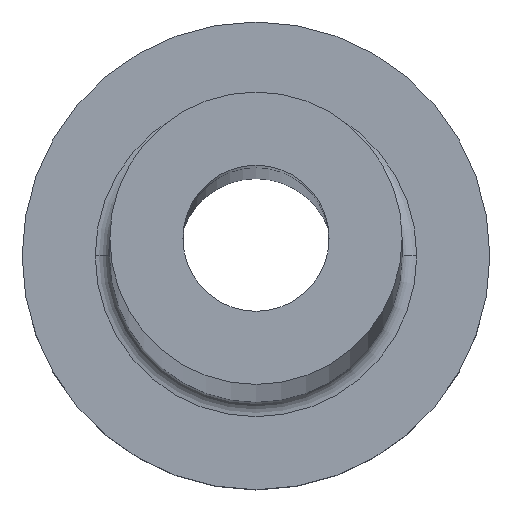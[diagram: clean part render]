
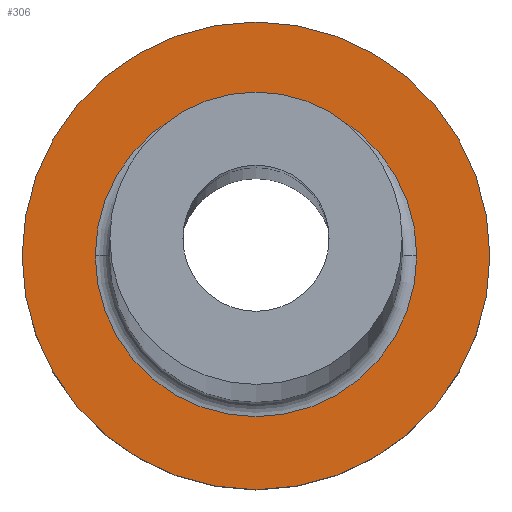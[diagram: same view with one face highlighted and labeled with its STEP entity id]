
A CAD part, top view. The second image highlights one B-rep face of the part: STEP entity #306.
In plain terms, the highlighted planar face has unit normal (0, 0, 1).
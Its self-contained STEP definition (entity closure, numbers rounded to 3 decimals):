
#11 = EDGE_CURVE ( 'NONE', #259, #373, #132, .T. ) ;
#19 = DIRECTION ( 'NONE',  ( 1., 0., 0. ) ) ;
#57 = PLANE ( 'NONE',  #191 ) ;
#68 = AXIS2_PLACEMENT_3D ( 'NONE', #125, #88, #446 ) ;
#85 = DIRECTION ( 'NONE',  ( 0., 0., 1. ) ) ;
#87 = CARTESIAN_POINT ( 'NONE',  ( 0., 0., 5. ) ) ;
#88 = DIRECTION ( 'NONE',  ( 0., 0., -1. ) ) ;
#89 = CARTESIAN_POINT ( 'NONE',  ( 8., 0., 5. ) ) ;
#91 = CIRCLE ( 'NONE', #68, 5.5 ) ;
#123 = CARTESIAN_POINT ( 'NONE',  ( 0., 0., 5. ) ) ;
#125 = CARTESIAN_POINT ( 'NONE',  ( 0., 0., 5. ) ) ;
#126 = EDGE_CURVE ( 'NONE', #278, #402, #456, .T. ) ;
#128 = AXIS2_PLACEMENT_3D ( 'NONE', #123, #374, #412 ) ;
#130 = DIRECTION ( 'NONE',  ( 1., 0., 0. ) ) ;
#132 = CIRCLE ( 'NONE', #369, 8. ) ;
#153 = CARTESIAN_POINT ( 'NONE',  ( -8., 0., 5. ) ) ;
#156 = FACE_BOUND ( 'NONE', #291, .T. ) ;
#191 = AXIS2_PLACEMENT_3D ( 'NONE', #204, #281, #19 ) ;
#204 = CARTESIAN_POINT ( 'NONE',  ( 0., 0., 5. ) ) ;
#250 = DIRECTION ( 'NONE',  ( 1., 0., 0. ) ) ;
#259 = VERTEX_POINT ( 'NONE', #89 ) ;
#278 = VERTEX_POINT ( 'NONE', #283 ) ;
#281 = DIRECTION ( 'NONE',  ( 0., 0., 1. ) ) ;
#283 = CARTESIAN_POINT ( 'NONE',  ( -5.5, 0., 5. ) ) ;
#291 = EDGE_LOOP ( 'NONE', ( #308, #437 ) ) ;
#306 = ADVANCED_FACE ( 'NONE', ( #156, #442 ), #57, .T. ) ;
#308 = ORIENTED_EDGE ( 'NONE', *, *, #320, .T. ) ;
#320 = EDGE_CURVE ( 'NONE', #402, #278, #91, .T. ) ;
#321 = EDGE_CURVE ( 'NONE', #373, #259, #341, .T. ) ;
#333 = AXIS2_PLACEMENT_3D ( 'NONE', #392, #354, #250 ) ;
#339 = CARTESIAN_POINT ( 'NONE',  ( 5.5, 0., 5. ) ) ;
#341 = CIRCLE ( 'NONE', #128, 8. ) ;
#354 = DIRECTION ( 'NONE',  ( 0., 0., -1. ) ) ;
#357 = EDGE_LOOP ( 'NONE', ( #404, #363 ) ) ;
#363 = ORIENTED_EDGE ( 'NONE', *, *, #11, .T. ) ;
#369 = AXIS2_PLACEMENT_3D ( 'NONE', #87, #85, #130 ) ;
#373 = VERTEX_POINT ( 'NONE', #153 ) ;
#374 = DIRECTION ( 'NONE',  ( 0., 0., 1. ) ) ;
#392 = CARTESIAN_POINT ( 'NONE',  ( 0., 0., 5. ) ) ;
#402 = VERTEX_POINT ( 'NONE', #339 ) ;
#404 = ORIENTED_EDGE ( 'NONE', *, *, #321, .T. ) ;
#412 = DIRECTION ( 'NONE',  ( 1., 0., 0. ) ) ;
#437 = ORIENTED_EDGE ( 'NONE', *, *, #126, .T. ) ;
#442 = FACE_OUTER_BOUND ( 'NONE', #357, .T. ) ;
#446 = DIRECTION ( 'NONE',  ( 1., 0., 0. ) ) ;
#456 = CIRCLE ( 'NONE', #333, 5.5 ) ;
